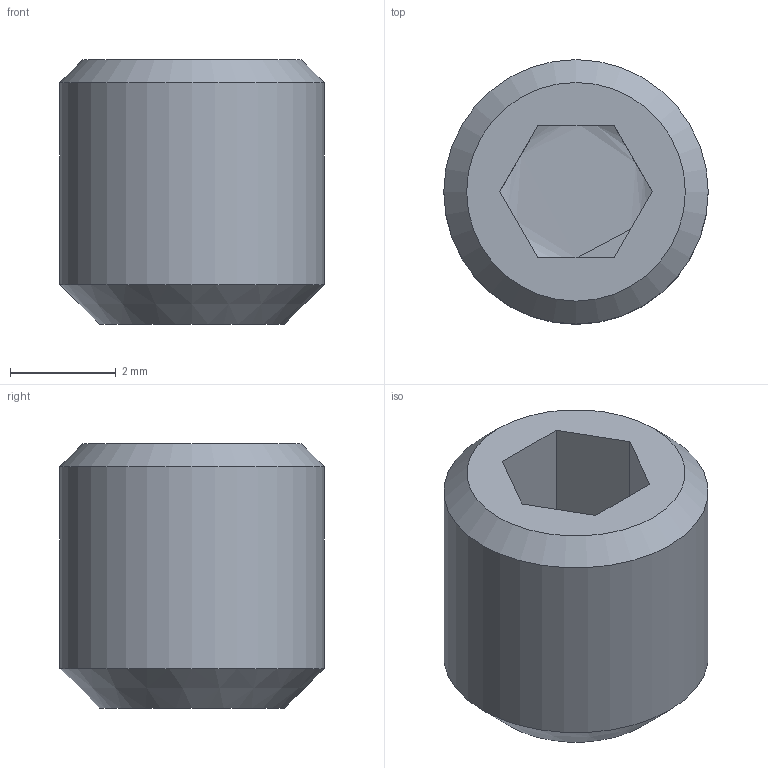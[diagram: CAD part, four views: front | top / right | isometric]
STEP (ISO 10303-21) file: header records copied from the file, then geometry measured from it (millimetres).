
FILE_DESCRIPTION(/* description */ (''),/* implementation_level */ '2;1');
FILE_NAME(/* name */ 'DIN913-M5x5 socket screw flat end.stp',/* time_stamp */ '2020-08-22T12:32:09-04:00',/* author */ ('ignac'),/* organization */ ('TraceParts S.A.'),/* preprocessor_version */ 'ST-DEVELOPER v18',/* originating_system */ 'Autodesk Inventor 2020',/* authorisation */ '');
FILE_SCHEMA (('AUTOMOTIVE_DESIGN { 1 0 10303 214 3 1 1 }'));
Length unit declared in the file: millimetre
Products named in the file (1): DIN913-M5x5 socket screw flat end
Bounding box: 5 x 5 x 5 mm (x, y, z)
Volume: 80.2 mm3; surface area: 124.7 mm2
Topology: 1 solids, 1 shells, 12 faces, 32 edges, 22 vertices
Faces by surface type: plane 8, cone 3, cylinder 1
Full cylindrical faces by diameter (mm): 5 x1
Entity records: 407 total; most frequent: CARTESIAN_POINT 80, ORIENTED_EDGE 62, DIRECTION 58, EDGE_CURVE 31, VERTEX_POINT 22, AXIS2_PLACEMENT_3D 21, LINE 16, VECTOR 16
